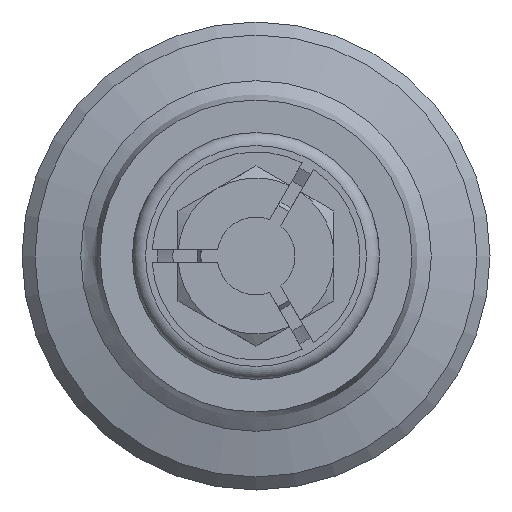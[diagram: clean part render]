
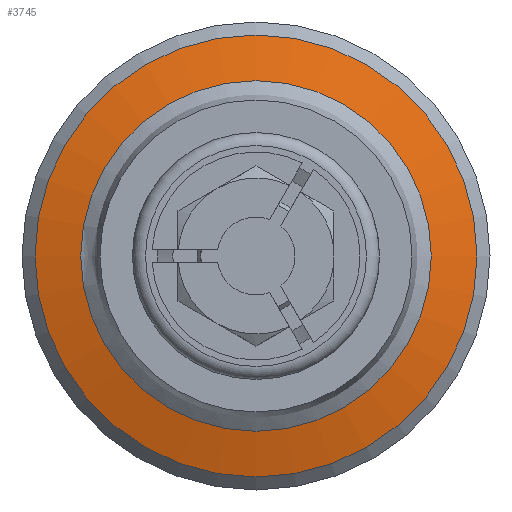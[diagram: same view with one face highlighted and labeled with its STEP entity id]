
A CAD part, left-side view. The second image highlights one B-rep face of the part: STEP entity #3745.
In plain terms, the highlighted conical face has half-angle 75 degrees and reference radius 14.5 mm.
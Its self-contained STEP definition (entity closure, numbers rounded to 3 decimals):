
#3694=CARTESIAN_POINT('',(-95.143,13.482,0.));
#3695=VERTEX_POINT('',#3694);
#3696=CARTESIAN_POINT('',(-95.143,0.,0.));
#3697=DIRECTION('',(-1.0,0.0,0.0));
#3698=DIRECTION('',(0.0,-1.0,0.0));
#3699=AXIS2_PLACEMENT_3D('',#3696,#3697,#3698);
#3700=CIRCLE('',#3699,13.482);
#3701=EDGE_CURVE('',#3695,#3695,#3700,.T.);
#3726=CARTESIAN_POINT('',(-94.87,0.,0.));
#3727=DIRECTION('',(1.0,0.,0.));
#3728=DIRECTION('',(0.0,1.0,0.0));
#3729=AXIS2_PLACEMENT_3D('',#3726,#3727,#3728);
#3730=CONICAL_SURFACE('',#3729,14.5,75.);
#3731=CARTESIAN_POINT('',(-94.2,17.,0.));
#3732=VERTEX_POINT('',#3731);
#3733=CARTESIAN_POINT('',(-94.2,0.,0.));
#3734=DIRECTION('',(1.0,0.0,0.0));
#3735=DIRECTION('',(0.0,1.0,0.0));
#3736=AXIS2_PLACEMENT_3D('',#3733,#3734,#3735);
#3737=CIRCLE('',#3736,17.0);
#3738=EDGE_CURVE('',#3732,#3732,#3737,.T.);
#3739=ORIENTED_EDGE('',*,*,#3738,.F.);
#3740=EDGE_LOOP('',(#3739));
#3741=FACE_OUTER_BOUND('',#3740,.T.);
#3742=ORIENTED_EDGE('',*,*,#3701,.F.);
#3743=EDGE_LOOP('',(#3742));
#3744=FACE_BOUND('',#3743,.T.);
#3745=ADVANCED_FACE('',(#3741,#3744),#3730,.T.);
